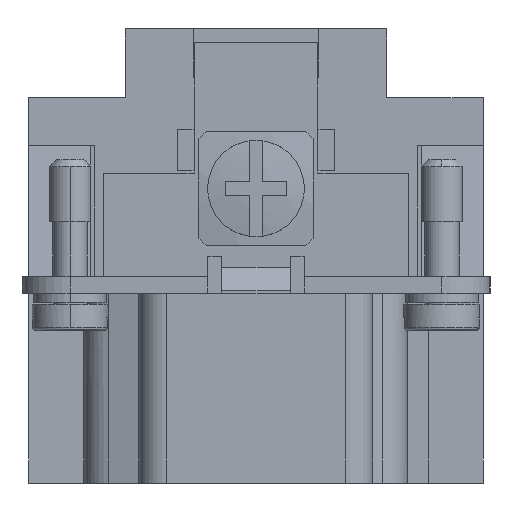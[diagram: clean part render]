
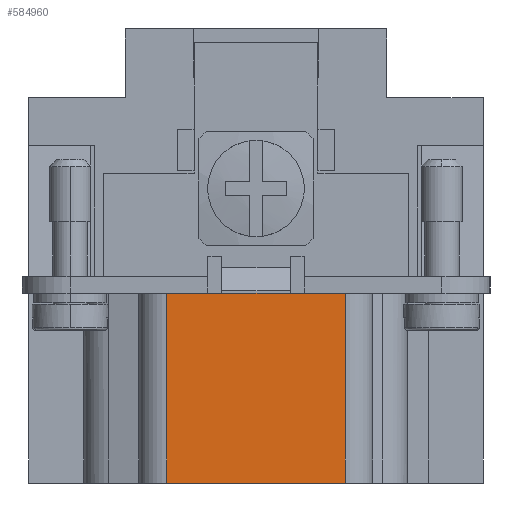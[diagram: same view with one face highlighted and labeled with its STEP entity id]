
A CAD part, left-side view. The second image highlights one B-rep face of the part: STEP entity #584960.
In plain terms, the highlighted planar face has unit normal (-1, 0, 0).
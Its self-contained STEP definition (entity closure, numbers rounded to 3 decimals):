
#512370=CARTESIAN_POINT('',(-55.,-6.5,33.));
#512380=VERTEX_POINT('',#512370);
#512410=CARTESIAN_POINT('',(-55.,-6.5,33.));
#512420=DIRECTION('',(0.,1.,0.));
#512430=VECTOR('',#512420,13.);
#512440=LINE('',#512410,#512430);
#512450=CARTESIAN_POINT('',(-55.,6.5,33.));
#512460=VERTEX_POINT('',#512450);
#512470=EDGE_CURVE('',#512380,#512460,#512440,.T.);
#574270=CARTESIAN_POINT('',(-55.,3.5,19.2));
#574280=VERTEX_POINT('',#574270);
#574310=CARTESIAN_POINT('',(-55.,3.5,19.2));
#574320=DIRECTION('',(0.,-1.,0.));
#574330=VECTOR('',#574320,7.);
#574340=LINE('',#574310,#574330);
#574350=CARTESIAN_POINT('',(-55.,-3.5,19.2));
#574360=VERTEX_POINT('',#574350);
#574370=EDGE_CURVE('',#574280,#574360,#574340,.T.);
#584520=CARTESIAN_POINT('',(-55.,-6.5,19.2));
#584530=VERTEX_POINT('',#584520);
#584560=CARTESIAN_POINT('',(-55.,-6.5,19.2));
#584570=DIRECTION('',(0.,0.,1.));
#584580=VECTOR('',#584570,13.8);
#584590=LINE('',#584560,#584580);
#584600=EDGE_CURVE('',#584530,#512380,#584590,.T.);
#584660=CARTESIAN_POINT('',(-55.,-6.5,19.2));
#584670=DIRECTION('',(-1.,0.,0.));
#584680=DIRECTION('',(0.,0.,1.));
#584690=AXIS2_PLACEMENT_3D('',#584660,#584670,#584680);
#584700=PLANE('',#584690);
#584710=ORIENTED_EDGE('',*,*,#584600,.T.);
#584720=CARTESIAN_POINT('',(-55.,-6.5,19.2));
#584730=DIRECTION('',(0.,1.,0.));
#584740=VECTOR('',#584730,3.);
#584750=LINE('',#584720,#584740);
#584760=EDGE_CURVE('',#584530,#574360,#584750,.T.);
#584770=ORIENTED_EDGE('',*,*,#584760,.F.);
#584780=ORIENTED_EDGE('',*,*,#574370,.T.);
#584790=CARTESIAN_POINT('',(-55.,3.5,19.2));
#584800=DIRECTION('',(0.,1.,0.));
#584810=VECTOR('',#584800,3.);
#584820=LINE('',#584790,#584810);
#584830=CARTESIAN_POINT('',(-55.,6.5,19.2));
#584840=VERTEX_POINT('',#584830);
#584850=EDGE_CURVE('',#574280,#584840,#584820,.T.);
#584860=ORIENTED_EDGE('',*,*,#584850,.F.);
#584870=CARTESIAN_POINT('',(-55.,6.5,19.2));
#584880=DIRECTION('',(0.,0.,1.));
#584890=VECTOR('',#584880,13.8);
#584900=LINE('',#584870,#584890);
#584910=EDGE_CURVE('',#584840,#512460,#584900,.T.);
#584920=ORIENTED_EDGE('',*,*,#584910,.F.);
#584930=ORIENTED_EDGE('',*,*,#512470,.T.);
#584940=EDGE_LOOP('',(#584930,#584920,#584860,#584780,#584770,#584710));
#584950=FACE_OUTER_BOUND('',#584940,.T.);
#584960=ADVANCED_FACE('',(#584950),#584700,.T.);
